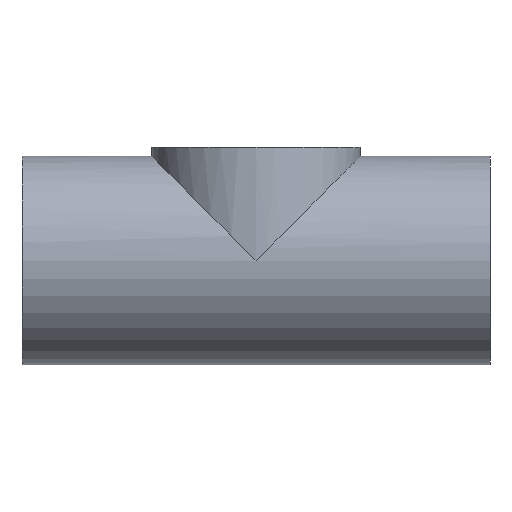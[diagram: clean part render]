
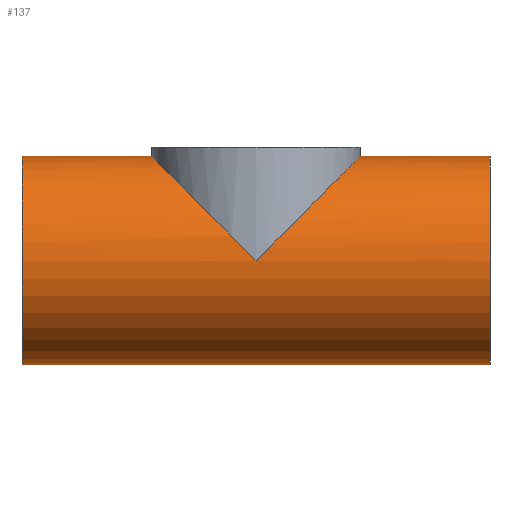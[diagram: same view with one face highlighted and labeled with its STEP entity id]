
A CAD part, front view. The second image highlights one B-rep face of the part: STEP entity #137.
In plain terms, the highlighted cylindrical face has radius 44.55 mm (diameter 89.1 mm), a full revolution.
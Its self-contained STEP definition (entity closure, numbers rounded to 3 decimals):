
#26=FACE_OUTER_BOUND('',#35,.T.);
#35=EDGE_LOOP('',(#117,#118,#119,#120,#121,#122,#123,#124,#125));
#42=CIRCLE('',#174,44.55);
#43=CIRCLE('',#176,44.55);
#48=LINE('',#259,#54);
#49=LINE('',#260,#55);
#54=VECTOR('',#220,44.55);
#55=VECTOR('',#221,44.55);
#59=ELLIPSE('',#169,63.003,44.55);
#60=ELLIPSE('',#170,63.003,44.55);
#61=ELLIPSE('',#171,63.003,44.55);
#69=VERTEX_POINT('',#245);
#70=VERTEX_POINT('',#247);
#71=VERTEX_POINT('',#249);
#72=VERTEX_POINT('',#254);
#73=VERTEX_POINT('',#257);
#85=EDGE_CURVE('',#70,#69,#59,.T.);
#86=EDGE_CURVE('',#71,#70,#60,.T.);
#87=EDGE_CURVE('',#69,#71,#61,.T.);
#88=EDGE_CURVE('',#72,#72,#42,.T.);
#89=EDGE_CURVE('',#73,#73,#43,.T.);
#90=EDGE_CURVE('',#73,#70,#48,.T.);
#91=EDGE_CURVE('',#70,#72,#49,.T.);
#117=ORIENTED_EDGE('',*,*,#89,.F.);
#118=ORIENTED_EDGE('',*,*,#90,.T.);
#119=ORIENTED_EDGE('',*,*,#91,.T.);
#120=ORIENTED_EDGE('',*,*,#88,.F.);
#121=ORIENTED_EDGE('',*,*,#91,.F.);
#122=ORIENTED_EDGE('',*,*,#85,.T.);
#123=ORIENTED_EDGE('',*,*,#87,.T.);
#124=ORIENTED_EDGE('',*,*,#86,.T.);
#125=ORIENTED_EDGE('',*,*,#90,.F.);
#131=CYLINDRICAL_SURFACE('',#175,44.55);
#137=ADVANCED_FACE('',(#26),#131,.T.);
#169=AXIS2_PLACEMENT_3D('',#248,#204,#205);
#170=AXIS2_PLACEMENT_3D('',#250,#206,#207);
#171=AXIS2_PLACEMENT_3D('',#251,#208,#209);
#174=AXIS2_PLACEMENT_3D('',#255,#214,#215);
#175=AXIS2_PLACEMENT_3D('',#256,#216,#217);
#176=AXIS2_PLACEMENT_3D('',#258,#218,#219);
#204=DIRECTION('center_axis',(-0.707,0.,-0.707));
#205=DIRECTION('ref_axis',(0.707,0.,-0.707));
#206=DIRECTION('center_axis',(0.707,0.,-0.707));
#207=DIRECTION('ref_axis',(0.707,0.,0.707));
#208=DIRECTION('center_axis',(-0.707,0.,-0.707));
#209=DIRECTION('ref_axis',(0.707,0.,-0.707));
#214=DIRECTION('center_axis',(-1.,0.,0.));
#215=DIRECTION('ref_axis',(0.,1.,0.));
#216=DIRECTION('center_axis',(1.,0.,0.));
#217=DIRECTION('ref_axis',(0.,1.,0.));
#218=DIRECTION('center_axis',(1.,0.,0.));
#219=DIRECTION('ref_axis',(0.,1.,0.));
#220=DIRECTION('',(-1.,0.,0.));
#221=DIRECTION('',(-1.,0.,0.));
#245=CARTESIAN_POINT('',(-44.55,0.,44.55));
#247=CARTESIAN_POINT('',(0.,-44.55,0.));
#248=CARTESIAN_POINT('Origin',(0.,0.,0.));
#249=CARTESIAN_POINT('',(0.,44.55,0.));
#250=CARTESIAN_POINT('Origin',(0.,0.,0.));
#251=CARTESIAN_POINT('Origin',(0.,0.,0.));
#254=CARTESIAN_POINT('',(-100.,-44.55,0.));
#255=CARTESIAN_POINT('Origin',(-100.,0.,0.));
#256=CARTESIAN_POINT('Origin',(0.,0.,0.));
#257=CARTESIAN_POINT('',(100.,-44.55,0.));
#258=CARTESIAN_POINT('Origin',(100.,0.,0.));
#259=CARTESIAN_POINT('',(0.,-44.55,0.));
#260=CARTESIAN_POINT('',(0.,-44.55,0.));
